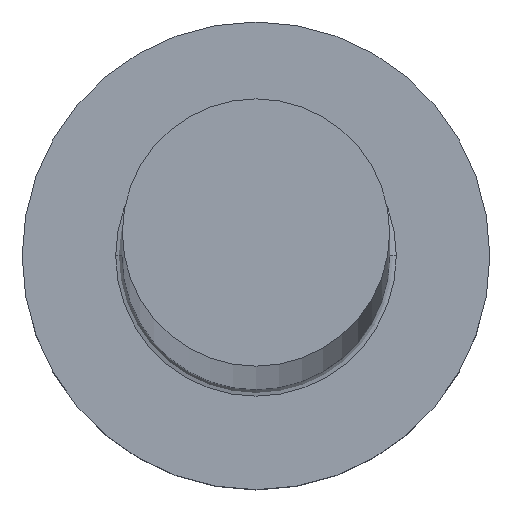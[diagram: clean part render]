
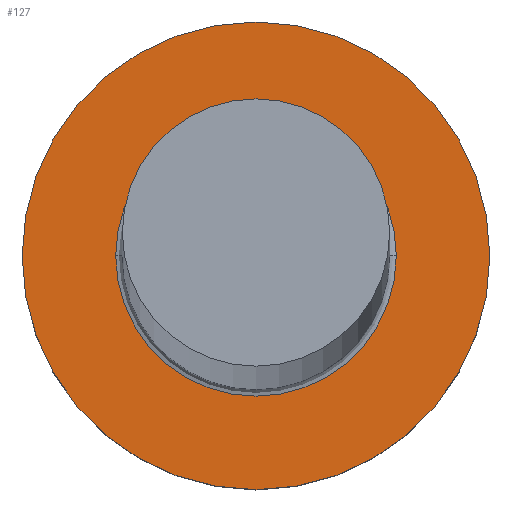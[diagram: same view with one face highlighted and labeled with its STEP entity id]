
A CAD part, top view. The second image highlights one B-rep face of the part: STEP entity #127.
In plain terms, the highlighted planar face has unit normal (0, 0, 1).
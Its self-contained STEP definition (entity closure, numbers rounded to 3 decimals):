
#1 = CARTESIAN_POINT ( 'NONE',  ( 0., 0., 5. ) ) ;
#15 = ORIENTED_EDGE ( 'NONE', *, *, #160, .T. ) ;
#24 = DIRECTION ( 'NONE',  ( 0., 0., 1. ) ) ;
#32 = CIRCLE ( 'NONE', #155, 4.2 ) ;
#42 = CARTESIAN_POINT ( 'NONE',  ( 0., 0., 5. ) ) ;
#45 = CIRCLE ( 'NONE', #222, 7. ) ;
#46 = CARTESIAN_POINT ( 'NONE',  ( 0., 0., 5. ) ) ;
#47 = CARTESIAN_POINT ( 'NONE',  ( -4.2, 0., 5. ) ) ;
#50 = AXIS2_PLACEMENT_3D ( 'NONE', #121, #186, #214 ) ;
#51 = EDGE_CURVE ( 'NONE', #227, #141, #32, .T. ) ;
#69 = DIRECTION ( 'NONE',  ( 0., 0., -1. ) ) ;
#71 = DIRECTION ( 'NONE',  ( 1., 0., 0. ) ) ;
#89 = VERTEX_POINT ( 'NONE', #189 ) ;
#93 = DIRECTION ( 'NONE',  ( 0., 0., 1. ) ) ;
#100 = EDGE_CURVE ( 'NONE', #141, #227, #244, .T. ) ;
#103 = EDGE_CURVE ( 'NONE', #89, #157, #45, .T. ) ;
#104 = EDGE_LOOP ( 'NONE', ( #162, #301 ) ) ;
#114 = FACE_BOUND ( 'NONE', #104, .T. ) ;
#121 = CARTESIAN_POINT ( 'NONE',  ( 0., 0., 5. ) ) ;
#127 = ADVANCED_FACE ( 'NONE', ( #114, #211 ), #213, .T. ) ;
#134 = CARTESIAN_POINT ( 'NONE',  ( 4.2, 0., 5. ) ) ;
#139 = CARTESIAN_POINT ( 'NONE',  ( 0., 0., 5. ) ) ;
#141 = VERTEX_POINT ( 'NONE', #47 ) ;
#145 = AXIS2_PLACEMENT_3D ( 'NONE', #139, #69, #238 ) ;
#155 = AXIS2_PLACEMENT_3D ( 'NONE', #46, #165, #71 ) ;
#157 = VERTEX_POINT ( 'NONE', #278 ) ;
#160 = EDGE_CURVE ( 'NONE', #157, #89, #289, .T. ) ;
#162 = ORIENTED_EDGE ( 'NONE', *, *, #51, .T. ) ;
#165 = DIRECTION ( 'NONE',  ( 0., 0., -1. ) ) ;
#186 = DIRECTION ( 'NONE',  ( 0., 0., 1. ) ) ;
#189 = CARTESIAN_POINT ( 'NONE',  ( -7., 0., 5. ) ) ;
#196 = AXIS2_PLACEMENT_3D ( 'NONE', #1, #93, #285 ) ;
#211 = FACE_OUTER_BOUND ( 'NONE', #307, .T. ) ;
#213 = PLANE ( 'NONE',  #196 ) ;
#214 = DIRECTION ( 'NONE',  ( 1., 0., 0. ) ) ;
#222 = AXIS2_PLACEMENT_3D ( 'NONE', #42, #24, #259 ) ;
#227 = VERTEX_POINT ( 'NONE', #134 ) ;
#238 = DIRECTION ( 'NONE',  ( 1., 0., 0. ) ) ;
#244 = CIRCLE ( 'NONE', #145, 4.2 ) ;
#259 = DIRECTION ( 'NONE',  ( 1., 0., 0. ) ) ;
#278 = CARTESIAN_POINT ( 'NONE',  ( 7., 0., 5. ) ) ;
#285 = DIRECTION ( 'NONE',  ( 1., 0., 0. ) ) ;
#287 = ORIENTED_EDGE ( 'NONE', *, *, #103, .T. ) ;
#289 = CIRCLE ( 'NONE', #50, 7. ) ;
#301 = ORIENTED_EDGE ( 'NONE', *, *, #100, .T. ) ;
#307 = EDGE_LOOP ( 'NONE', ( #287, #15 ) ) ;
